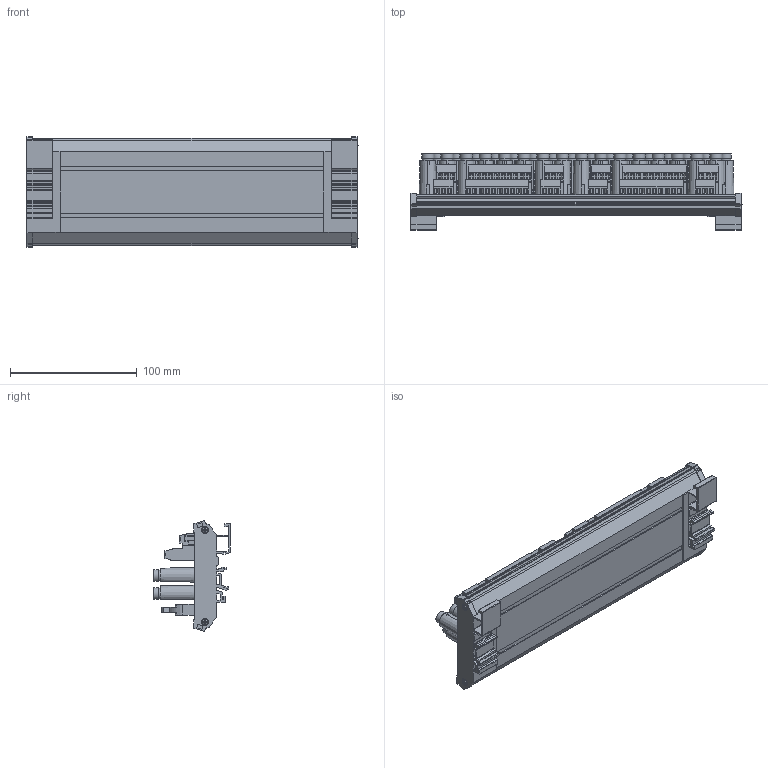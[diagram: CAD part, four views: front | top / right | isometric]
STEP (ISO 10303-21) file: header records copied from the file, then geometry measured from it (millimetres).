
FILE_DESCRIPTION (( 'STEP AP214' ), '1' );
FILE_NAME ('ZL-RFU40.step', '2014-11-13T22:37:35', ( '' ), ( '' ), 'SwSTEP 2.0', 'SolidWorks 2014', '' );
FILE_SCHEMA (( 'AUTOMOTIVE_DESIGN' ));
Length unit declared in the file: inch
Products named in the file (1): ZL-RFU40
Bounding box: 262.03 x 60.45 x 86.87 mm (x, y, z)
Volume: 348896.1 mm3; surface area: 159493.5 mm2
Topology: 1 solids, 2 shells, 2309 faces, 5595 edges, 3610 vertices
Faces by surface type: plane 1822, cylinder 413, cone 64, sphere 8, bspline 2
Entity records: 82257 total; most frequent: CARTESIAN_POINT 12241, DIRECTION 11257, ORIENTED_EDGE 11190, EDGE_CURVE 5595, LINE 4213, VECTOR 4213, VERTEX_POINT 3610, AXIS2_PLACEMENT_3D 3522
